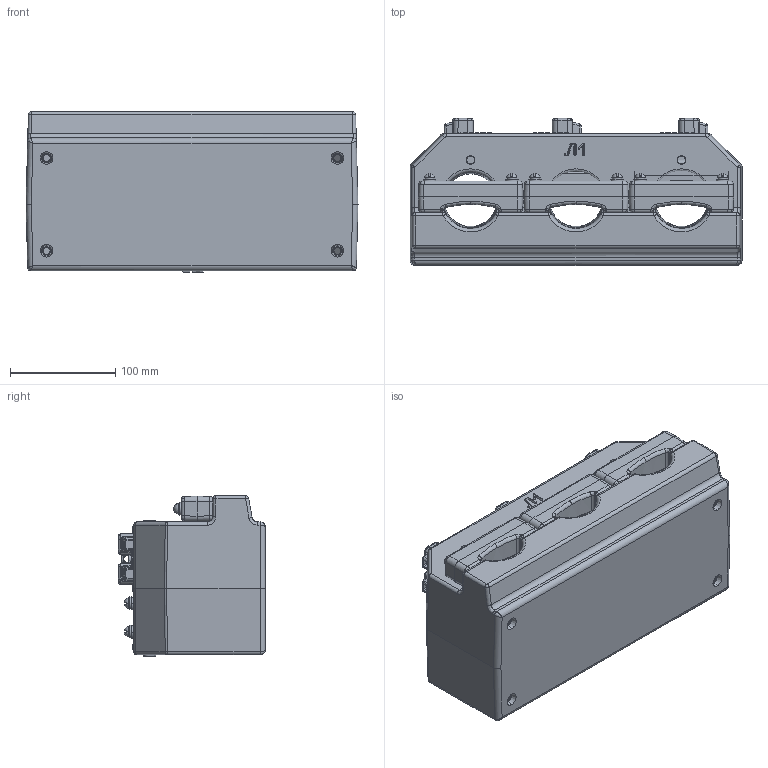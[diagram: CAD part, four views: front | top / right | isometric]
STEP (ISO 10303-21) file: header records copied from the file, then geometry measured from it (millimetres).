
FILE_DESCRIPTION (( 'STEP AP203' ), '1' );
FILE_NAME ('ÒØË-0,66-VIII-2(òðåõô).STEP', '2020-06-02T03:47:45', ( '' ), ( '' ), 'SwSTEP 2.0', 'SolidWorks 2010', '' );
FILE_SCHEMA (( 'CONFIG_CONTROL_DESIGN' ));
Length unit declared in the file: millimetre
Products named in the file (1): ÒØË-0,66-VIII-2(òðåõô)
Bounding box: 315 x 139.5 x 152.5 mm (x, y, z)
Surface area: 307627.2 mm2 (no closed solid volume)
Topology: 0 solids, 77 shells, 1392 faces, 4398 edges, 3011 vertices
Faces by surface type: plane 469, cylinder 316, bspline 260, cone 258, sphere 71, torus 18
Entity records: 55452 total; most frequent: CARTESIAN_POINT 19243, ORIENTED_EDGE 7252, DIRECTION 7242, EDGE_CURVE 4367, VERTEX_POINT 3011, AXIS2_PLACEMENT_3D 2740, LINE 1762, VECTOR 1762
